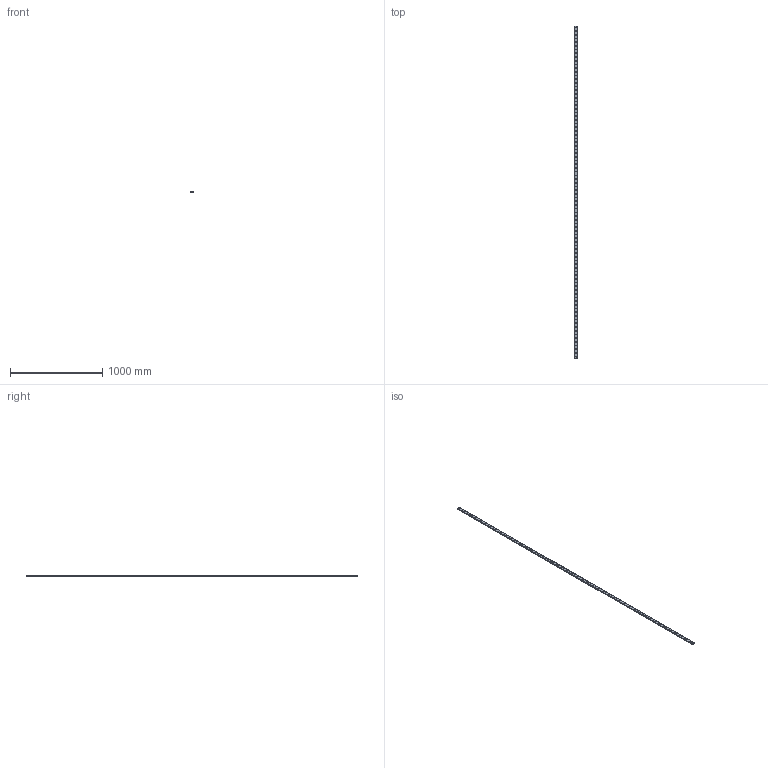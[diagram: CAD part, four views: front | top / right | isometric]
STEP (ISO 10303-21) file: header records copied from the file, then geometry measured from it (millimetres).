
FILE_DESCRIPTION(('STEP AP214'),'1');
FILE_NAME('cctmp_C8C52BB6-9E22-44A7-AE52-053BA4018ADB_2021_03_02_12_17_25_0911..stp','2021-03-02T11:17:26',('HIWIN GmbH'),('CADClick - www.CADClick.com'),'Spatial InterOp 3D',' ','unknown authorization');
FILE_SCHEMA(('AUTOMOTIVE_DESIGN'));
Length unit declared in the file: millimetre
Products named in the file (1): WER17R3590H_FILE
Bounding box: 33 x 3590 x 9.3 mm (x, y, z)
Volume: 991466.1 mm3; surface area: 350902 mm2
Topology: 1 solids, 1 shells, 1723 faces, 3531 edges, 2354 vertices
Faces by surface type: cylinder 1098, plane 625
Entity records: 60309 total; most frequent: DIRECTION 9175, CARTESIAN_POINT 7609, ORIENTED_EDGE 7062, AXIS2_PLACEMENT_3D 3920, EDGE_CURVE 3531, VERTEX_POINT 2354, EDGE_LOOP 2267, CIRCLE 2196
